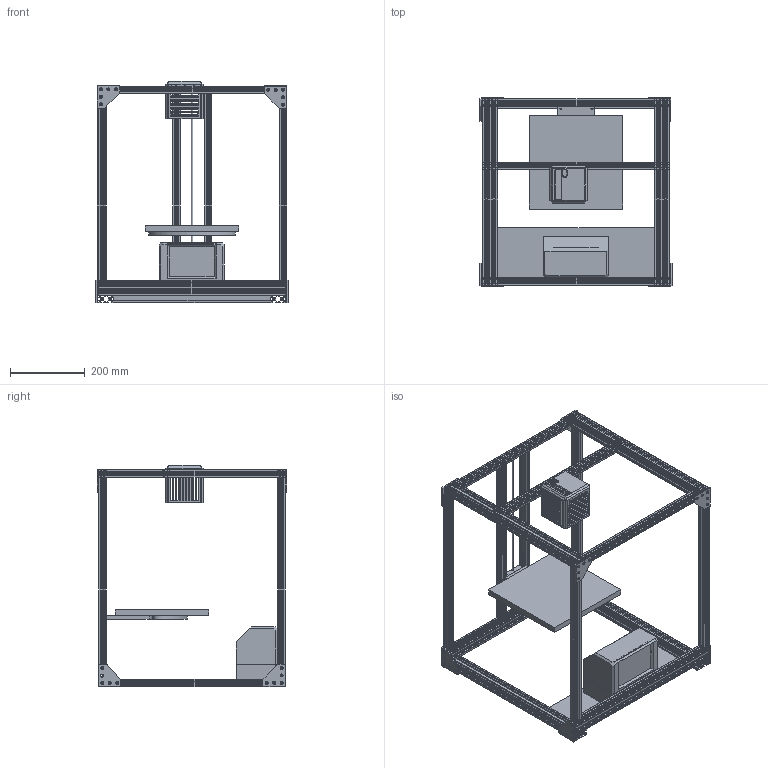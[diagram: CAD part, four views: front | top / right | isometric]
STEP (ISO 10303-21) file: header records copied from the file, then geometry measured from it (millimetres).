
FILE_DESCRIPTION(/* description */ ('','CAx-IF Rec.Pracs.---Representation and Presentation of Product Manufacturing Information (PMI)---4.0---2014-10-13'),/* implementation_level */ '2;1');
FILE_NAME(/* name */ '3DPV2 v6.step',/* time_stamp */ '2025-03-26T11:58:43-07:00',/* author */ (''),/* organization */ (''),/* preprocessor_version */ 'ST-DEVELOPER v20',/* originating_system */ 'Autodesk Translation Framework v13.20.0.188',/* authorisation */ '');
FILE_SCHEMA (('AP242_MANAGED_MODEL_BASED_3D_ENGINEERING_MIM_LF { 1 0 10303 442 1 1 4 }'));
Length unit declared in the file: millimetre
Products named in the file (14): 3DPV2; root; root_1; root_2; root_3; root_4; root_5; root_6; root_7; V-Slot 20x40x500 Linear Rail.step; root_8; V-Slot 20x20x500 Linear Rail.step; Toolhead_Cover; display_cover
Assembly tree (26 placements, depth 3):
  3DPV2
    V-Slot 20x40x500 Linear Rail.step  x6
    root
      V-Slot 20x20x500 Linear Rail.step
    root_1
      V-Slot 20x20x500 Linear Rail.step
    root_2
      V-Slot 20x20x500 Linear Rail.step
    root_3
      V-Slot 20x20x500 Linear Rail.step
    root_4
      V-Slot 20x20x500 Linear Rail.step
    root_5
      V-Slot 20x20x500 Linear Rail.step
    root_6
      V-Slot 20x20x500 Linear Rail.step
    root_7
      V-Slot 20x20x500 Linear Rail.step
    root_8
      V-Slot 20x20x500 Linear Rail.step
    Toolhead_Cover
    display_cover
Bounding box: 516 x 508 x 593.16 mm (x, y, z)
Volume: 5341841.4 mm3; surface area: 2335386.3 mm2
Topology: 37 solids, 37 shells, 1970 faces, 5663 edges, 3762 vertices
Faces by surface type: plane 1566, cylinder 206, bspline 196, cone 2
Full cylindrical faces by diameter (mm): 4.2 x21, 4.901 x1, 6 x1, 8 x40
Entity records: 29245 total; most frequent: CARTESIAN_POINT 8158, ORIENTED_EDGE 4638, DIRECTION 3555, EDGE_CURVE 2319, LINE 1653, VECTOR 1653, VERTEX_POINT 1534, EDGE_LOOP 1027
